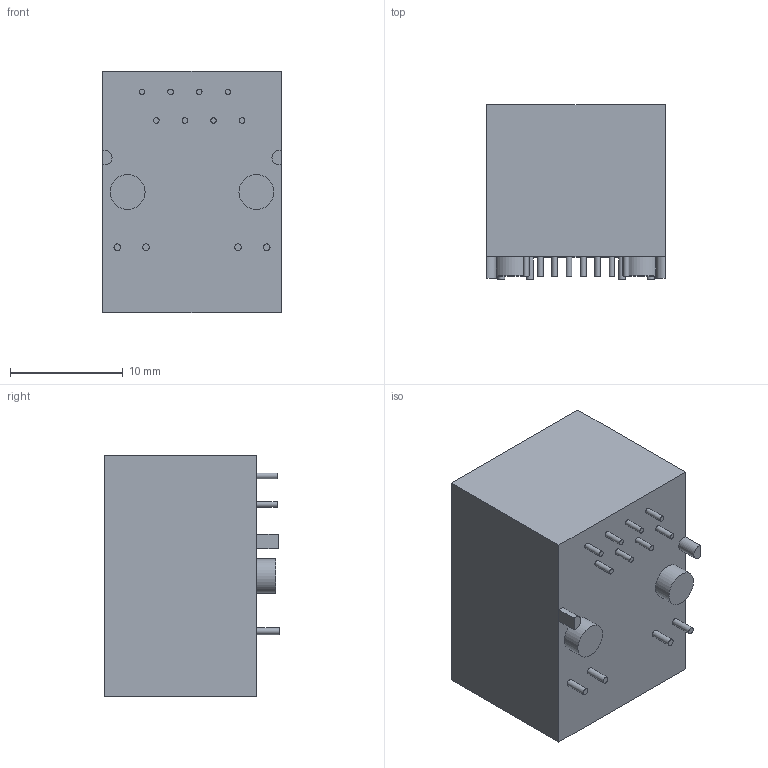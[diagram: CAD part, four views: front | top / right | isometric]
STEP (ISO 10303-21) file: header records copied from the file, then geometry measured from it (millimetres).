
FILE_DESCRIPTION(/* description */ (''),/* implementation_level */ '2;1');
FILE_NAME(/* name */ 'Ethernet_HR911105A v1.step',/* time_stamp */ '2019-08-28T16:24:51+02:00',/* author */ (''),/* organization */ (''),/* preprocessor_version */ 'ST-DEVELOPER v18',/* originating_system */ 'Autodesk Translation Framework v8.6.0.1094',/* authorisation */ '');
FILE_SCHEMA (('AUTOMOTIVE_DESIGN { 1 0 10303 214 3 1 1 }'));
Length unit declared in the file: millimetre
Products named in the file (1): Ethernet_HR911105A
Bounding box: 15.88 x 15.5 x 21.4 mm (x, y, z)
Volume: 3552.9 mm3; surface area: 2285.2 mm2
Topology: 17 solids, 17 shells, 79 faces, 126 edges, 84 vertices
Faces by surface type: plane 63, cylinder 16
Full cylindrical faces by diameter (mm): 0.5 x8, 0.6 x4, 3.1 x2
Entity records: 1816 total; most frequent: DIRECTION 318, CARTESIAN_POINT 290, ORIENTED_EDGE 252, EDGE_CURVE 126, AXIS2_PLACEMENT_3D 112, LINE 94, VECTOR 94, VERTEX_POINT 84
